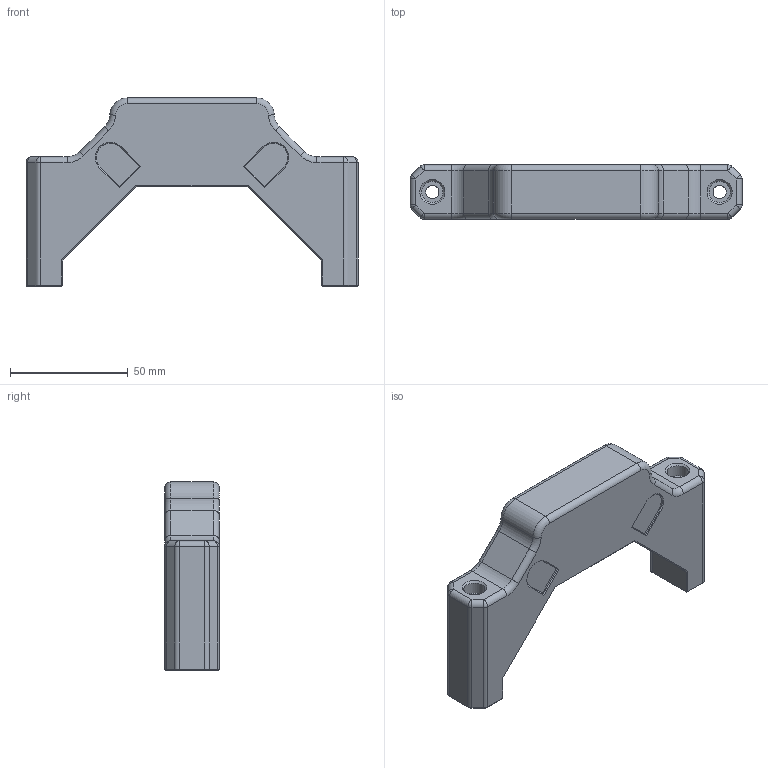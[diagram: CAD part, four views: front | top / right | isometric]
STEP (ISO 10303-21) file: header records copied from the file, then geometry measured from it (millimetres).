
FILE_DESCRIPTION(/* description */ (''),/* implementation_level */ '2;1');
FILE_NAME(/* name */ 'Part1.step',/* time_stamp */ '2021-02-24T20:09:45+01:00',/* author */ (''),/* organization */ (''),/* preprocessor_version */ 'ST-DEVELOPER v18.1',/* originating_system */ 'Autodesk Translation Framework v9.7.1.1290',/* authorisation */ '');
FILE_SCHEMA (('AUTOMOTIVE_DESIGN { 1 0 10303 214 3 1 1 }'));
Length unit declared in the file: millimetre
Products named in the file (3): HelpingHands; Component1; Component2
Assembly tree (2 placements, depth 3):
  HelpingHands
    Component1
      Component2
Bounding box: 141.2 x 23.1 x 80 mm (x, y, z)
Volume: 95665.1 mm3; surface area: 30325.2 mm2
Topology: 3 solids, 3 shells, 201 faces, 479 edges, 290 vertices
Faces by surface type: plane 92, cylinder 71, cone 14, torus 12, sphere 8, bspline 4
Full cylindrical faces by diameter (mm): 5.6 x2, 9 x2, 12 x10, 13.6 x12
Entity records: 9009 total; most frequent: CARTESIAN_POINT 4341, ORIENTED_EDGE 958, DIRECTION 939, EDGE_CURVE 479, AXIS2_PLACEMENT_3D 324, LINE 291, VECTOR 291, VERTEX_POINT 290
